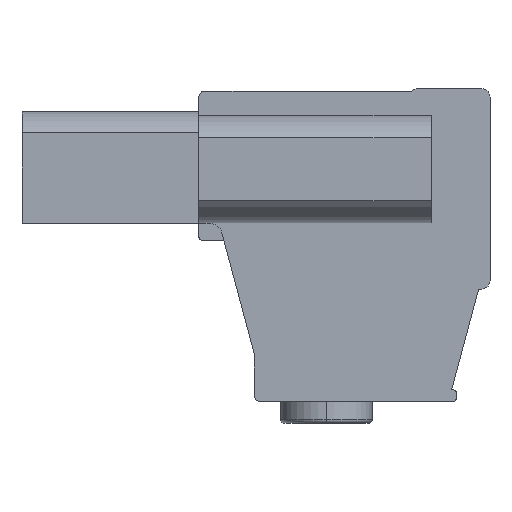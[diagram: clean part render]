
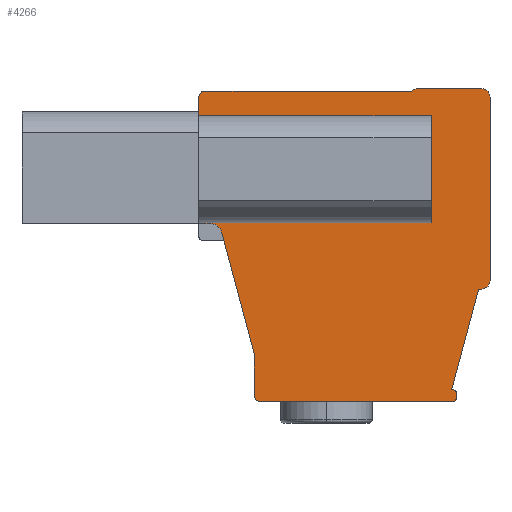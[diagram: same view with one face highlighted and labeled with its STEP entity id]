
A CAD part, front view. The second image highlights one B-rep face of the part: STEP entity #4266.
In plain terms, the highlighted planar face has unit normal (0, -1, 0).
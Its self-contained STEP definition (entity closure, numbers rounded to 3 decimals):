
#417=DIRECTION('',(0.,0.,-1.));
#418=VECTOR('',#417,1.55);
#419=CARTESIAN_POINT('',(0.,-20.16,5.8));
#420=LINE('',#419,#418);
#443=DIRECTION('',(0.,0.,-1.));
#444=VECTOR('',#443,0.05);
#445=CARTESIAN_POINT('',(0.,-20.16,-4.65));
#446=LINE('',#445,#444);
#875=DIRECTION('',(0.,0.,-1.));
#876=VECTOR('',#875,1.);
#877=CARTESIAN_POINT('',(19.3,-20.16,-3.65));
#878=LINE('',#877,#876);
#879=DIRECTION('',(-1.,0.,0.));
#880=VECTOR('',#879,13.2);
#881=CARTESIAN_POINT('',(19.3,-20.16,3.25));
#882=LINE('',#881,#880);
#883=DIRECTION('',(0.,0.,-1.));
#884=VECTOR('',#883,1.);
#885=CARTESIAN_POINT('',(19.3,-20.16,4.25));
#886=LINE('',#885,#884);
#887=DIRECTION('',(1.,0.,0.));
#888=VECTOR('',#887,19.3);
#889=CARTESIAN_POINT('',(0.,-20.16,4.25));
#890=LINE('',#889,#888);
#891=CARTESIAN_POINT('',(0.5,-20.16,5.8));
#892=DIRECTION('',(0.,1.,0.));
#893=DIRECTION('',(-1.,0.,0.));
#894=AXIS2_PLACEMENT_3D('',#891,#892,#893);
#896=DIRECTION('',(1.,0.,0.));
#897=VECTOR('',#896,17.204);
#898=CARTESIAN_POINT('',(0.5,-20.16,6.3));
#899=LINE('',#898,#897);
#900=DIRECTION('',(0.866,0.,0.5));
#901=VECTOR('',#900,0.4);
#902=CARTESIAN_POINT('',(17.704,-20.16,6.3));
#903=LINE('',#902,#901);
#904=DIRECTION('',(1.,0.,0.));
#905=VECTOR('',#904,5.45);
#906=CARTESIAN_POINT('',(18.05,-20.16,6.5));
#907=LINE('',#906,#905);
#908=CARTESIAN_POINT('',(23.5,-20.16,5.8));
#909=DIRECTION('',(0.,1.,0.));
#910=DIRECTION('',(0.,0.,1.));
#911=AXIS2_PLACEMENT_3D('',#908,#909,#910);
#913=CARTESIAN_POINT('',(23.5,-20.16,-9.45));
#914=DIRECTION('',(0.,1.,0.));
#915=DIRECTION('',(1.,0.,0.));
#916=AXIS2_PLACEMENT_3D('',#913,#914,#915);
#918=DIRECTION('',(-1.,0.,0.));
#919=VECTOR('',#918,0.25);
#920=CARTESIAN_POINT('',(23.5,-20.16,-10.15));
#921=LINE('',#920,#919);
#922=DIRECTION('',(-0.259,0.,-0.966));
#923=VECTOR('',#922,8.645);
#924=CARTESIAN_POINT('',(23.25,-20.16,-10.15));
#925=LINE('',#924,#923);
#926=DIRECTION('',(1.,0.,0.));
#927=VECTOR('',#926,0.087);
#928=CARTESIAN_POINT('',(21.013,-20.16,-18.5));
#929=LINE('',#928,#927);
#930=CARTESIAN_POINT('',(21.1,-20.16,-18.8));
#931=DIRECTION('',(0.,1.,0.));
#932=DIRECTION('',(0.,0.,1.));
#933=AXIS2_PLACEMENT_3D('',#930,#931,#932);
#935=DIRECTION('',(0.,0.,-1.));
#936=VECTOR('',#935,0.4);
#937=CARTESIAN_POINT('',(21.4,-20.16,-18.8));
#938=LINE('',#937,#936);
#939=CARTESIAN_POINT('',(21.1,-20.16,-19.2));
#940=DIRECTION('',(0.,1.,0.));
#941=DIRECTION('',(1.,0.,0.));
#942=AXIS2_PLACEMENT_3D('',#939,#940,#941);
#944=DIRECTION('',(-1.,0.,0.));
#945=VECTOR('',#944,16.);
#946=CARTESIAN_POINT('',(21.1,-20.16,-19.5));
#947=LINE('',#946,#945);
#948=CARTESIAN_POINT('',(5.1,-20.16,-19.));
#949=DIRECTION('',(0.,1.,0.));
#950=DIRECTION('',(0.,0.,-1.));
#951=AXIS2_PLACEMENT_3D('',#948,#949,#950);
#953=DIRECTION('',(0.,0.,1.));
#954=VECTOR('',#953,3.478);
#955=CARTESIAN_POINT('',(4.6,-20.16,-19.));
#956=LINE('',#955,#954);
#957=DIRECTION('',(-0.259,0.,0.966));
#958=VECTOR('',#957,10.436);
#959=CARTESIAN_POINT('',(4.6,-20.16,-15.522));
#960=LINE('',#959,#958);
#961=CARTESIAN_POINT('',(0.933,-20.16,-5.7));
#962=DIRECTION('',(0.,-1.,0.));
#963=DIRECTION('',(0.966,0.,0.259));
#964=AXIS2_PLACEMENT_3D('',#961,#962,#963);
#966=DIRECTION('',(-1.,0.,0.));
#967=VECTOR('',#966,0.933);
#968=CARTESIAN_POINT('',(0.933,-20.16,-4.7));
#969=LINE('',#968,#967);
#970=DIRECTION('',(1.,0.,0.));
#971=VECTOR('',#970,19.3);
#972=CARTESIAN_POINT('',(0.,-20.16,-4.65));
#973=LINE('',#972,#971);
#1213=DIRECTION('',(-1.,0.,0.));
#1214=VECTOR('',#1213,13.2);
#1215=CARTESIAN_POINT('',(19.3,-20.16,-3.65));
#1216=LINE('',#1215,#1214);
#1238=DIRECTION('',(0.,0.,-1.));
#1239=VECTOR('',#1238,6.9);
#1240=CARTESIAN_POINT('',(6.1,-20.16,3.25));
#1241=LINE('',#1240,#1239);
#1278=DIRECTION('',(0.,0.,1.));
#1279=VECTOR('',#1278,15.25);
#1280=CARTESIAN_POINT('',(24.2,-20.16,-9.45));
#1281=LINE('',#1280,#1279);
#2558=CARTESIAN_POINT('',(24.2,-20.16,-9.45));
#2559=CARTESIAN_POINT('',(23.5,-20.16,-10.15));
#2560=VERTEX_POINT('',#2558);
#2561=VERTEX_POINT('',#2559);
#2562=CARTESIAN_POINT('',(23.25,-20.16,-10.15));
#2563=VERTEX_POINT('',#2562);
#2564=CARTESIAN_POINT('',(21.013,-20.16,-18.5));
#2565=VERTEX_POINT('',#2564);
#2566=CARTESIAN_POINT('',(21.1,-20.16,-18.5));
#2567=VERTEX_POINT('',#2566);
#2568=CARTESIAN_POINT('',(21.4,-20.16,-18.8));
#2569=VERTEX_POINT('',#2568);
#2570=CARTESIAN_POINT('',(21.4,-20.16,-19.2));
#2571=VERTEX_POINT('',#2570);
#2572=CARTESIAN_POINT('',(21.1,-20.16,-19.5));
#2573=VERTEX_POINT('',#2572);
#2574=CARTESIAN_POINT('',(5.1,-20.16,-19.5));
#2575=VERTEX_POINT('',#2574);
#2576=CARTESIAN_POINT('',(4.6,-20.16,-19.));
#2577=VERTEX_POINT('',#2576);
#2578=CARTESIAN_POINT('',(4.6,-20.16,-15.522));
#2579=VERTEX_POINT('',#2578);
#2580=CARTESIAN_POINT('',(1.899,-20.16,-5.441));
#2581=VERTEX_POINT('',#2580);
#2582=CARTESIAN_POINT('',(0.933,-20.16,-4.7));
#2583=VERTEX_POINT('',#2582);
#2584=CARTESIAN_POINT('',(0.,-20.16,5.8));
#2585=CARTESIAN_POINT('',(0.5,-20.16,6.3));
#2586=VERTEX_POINT('',#2584);
#2587=VERTEX_POINT('',#2585);
#2588=CARTESIAN_POINT('',(17.704,-20.16,6.3));
#2589=VERTEX_POINT('',#2588);
#2590=CARTESIAN_POINT('',(18.05,-20.16,6.5));
#2591=VERTEX_POINT('',#2590);
#2592=CARTESIAN_POINT('',(23.5,-20.16,6.5));
#2593=VERTEX_POINT('',#2592);
#2594=CARTESIAN_POINT('',(24.2,-20.16,5.8));
#2595=VERTEX_POINT('',#2594);
#2606=CARTESIAN_POINT('',(0.,-20.16,-4.7));
#2607=VERTEX_POINT('',#2606);
#3156=CARTESIAN_POINT('',(19.3,-20.16,-4.65));
#3157=VERTEX_POINT('',#3156);
#3158=CARTESIAN_POINT('',(19.3,-20.16,4.25));
#3159=VERTEX_POINT('',#3158);
#3160=CARTESIAN_POINT('',(0.,-20.16,-4.65));
#3161=VERTEX_POINT('',#3160);
#3162=CARTESIAN_POINT('',(0.,-20.16,4.25));
#3163=VERTEX_POINT('',#3162);
#3172=CARTESIAN_POINT('',(6.1,-20.16,-3.65));
#3174=VERTEX_POINT('',#3172);
#3178=CARTESIAN_POINT('',(6.1,-20.16,3.25));
#3179=VERTEX_POINT('',#3178);
#3180=CARTESIAN_POINT('',(19.3,-20.16,-3.65));
#3181=VERTEX_POINT('',#3180);
#3186=CARTESIAN_POINT('',(19.3,-20.16,3.25));
#3187=VERTEX_POINT('',#3186);
#4208=CARTESIAN_POINT('',(0.,-20.16,0.));
#4209=DIRECTION('',(0.,1.,0.));
#4210=DIRECTION('',(1.,0.,0.));
#4211=AXIS2_PLACEMENT_3D('',#4208,#4209,#4210);
#4212=PLANE('',#4211);
#4214=ORIENTED_EDGE('',*,*,#4213,.F.);
#4216=ORIENTED_EDGE('',*,*,#4215,.T.);
#4218=ORIENTED_EDGE('',*,*,#4217,.F.);
#4220=ORIENTED_EDGE('',*,*,#4219,.F.);
#4222=ORIENTED_EDGE('',*,*,#4221,.F.);
#4224=ORIENTED_EDGE('',*,*,#4223,.F.);
#4225=ORIENTED_EDGE('',*,*,#3738,.F.);
#4227=ORIENTED_EDGE('',*,*,#4226,.T.);
#4229=ORIENTED_EDGE('',*,*,#4228,.T.);
#4231=ORIENTED_EDGE('',*,*,#4230,.T.);
#4233=ORIENTED_EDGE('',*,*,#4232,.T.);
#4235=ORIENTED_EDGE('',*,*,#4234,.T.);
#4237=ORIENTED_EDGE('',*,*,#4236,.F.);
#4239=ORIENTED_EDGE('',*,*,#4238,.T.);
#4241=ORIENTED_EDGE('',*,*,#4240,.T.);
#4243=ORIENTED_EDGE('',*,*,#4242,.T.);
#4245=ORIENTED_EDGE('',*,*,#4244,.T.);
#4247=ORIENTED_EDGE('',*,*,#4246,.T.);
#4249=ORIENTED_EDGE('',*,*,#4248,.T.);
#4251=ORIENTED_EDGE('',*,*,#4250,.T.);
#4253=ORIENTED_EDGE('',*,*,#4252,.T.);
#4255=ORIENTED_EDGE('',*,*,#4254,.T.);
#4257=ORIENTED_EDGE('',*,*,#4256,.T.);
#4258=ORIENTED_EDGE('',*,*,#4114,.T.);
#4259=ORIENTED_EDGE('',*,*,#4178,.T.);
#4260=ORIENTED_EDGE('',*,*,#3988,.T.);
#4261=ORIENTED_EDGE('',*,*,#3750,.F.);
#4263=ORIENTED_EDGE('',*,*,#4262,.T.);
#4264=EDGE_LOOP('',(#4214,#4216,#4218,#4220,#4222,#4224,#4225,#4227,#4229,#4231,
#4233,#4235,#4237,#4239,#4241,#4243,#4245,#4247,#4249,#4251,#4253,#4255,#4257,
#4258,#4259,#4260,#4261,#4263));
#4265=FACE_OUTER_BOUND('',#4264,.F.);
#895=CIRCLE('',#894,0.5);
#912=CIRCLE('',#911,0.7);
#917=CIRCLE('',#916,0.7);
#934=CIRCLE('',#933,0.3);
#943=CIRCLE('',#942,0.3);
#952=CIRCLE('',#951,0.5);
#965=CIRCLE('',#964,1.);
#3738=EDGE_CURVE('',#2586,#3163,#420,.T.);
#3750=EDGE_CURVE('',#3161,#2607,#446,.T.);
#3988=EDGE_CURVE('',#2583,#2607,#969,.T.);
#4114=EDGE_CURVE('',#2579,#2581,#960,.T.);
#4178=EDGE_CURVE('',#2581,#2583,#965,.T.);
#4213=EDGE_CURVE('',#3181,#3157,#878,.T.);
#4215=EDGE_CURVE('',#3181,#3174,#1216,.T.);
#4217=EDGE_CURVE('',#3179,#3174,#1241,.T.);
#4219=EDGE_CURVE('',#3187,#3179,#882,.T.);
#4221=EDGE_CURVE('',#3159,#3187,#886,.T.);
#4223=EDGE_CURVE('',#3163,#3159,#890,.T.);
#4226=EDGE_CURVE('',#2586,#2587,#895,.T.);
#4228=EDGE_CURVE('',#2587,#2589,#899,.T.);
#4230=EDGE_CURVE('',#2589,#2591,#903,.T.);
#4232=EDGE_CURVE('',#2591,#2593,#907,.T.);
#4234=EDGE_CURVE('',#2593,#2595,#912,.T.);
#4236=EDGE_CURVE('',#2560,#2595,#1281,.T.);
#4238=EDGE_CURVE('',#2560,#2561,#917,.T.);
#4240=EDGE_CURVE('',#2561,#2563,#921,.T.);
#4242=EDGE_CURVE('',#2563,#2565,#925,.T.);
#4244=EDGE_CURVE('',#2565,#2567,#929,.T.);
#4246=EDGE_CURVE('',#2567,#2569,#934,.T.);
#4248=EDGE_CURVE('',#2569,#2571,#938,.T.);
#4250=EDGE_CURVE('',#2571,#2573,#943,.T.);
#4252=EDGE_CURVE('',#2573,#2575,#947,.T.);
#4254=EDGE_CURVE('',#2575,#2577,#952,.T.);
#4256=EDGE_CURVE('',#2577,#2579,#956,.T.);
#4262=EDGE_CURVE('',#3161,#3157,#973,.T.);
#4266=ADVANCED_FACE('',(#4265),#4212,.F.);
